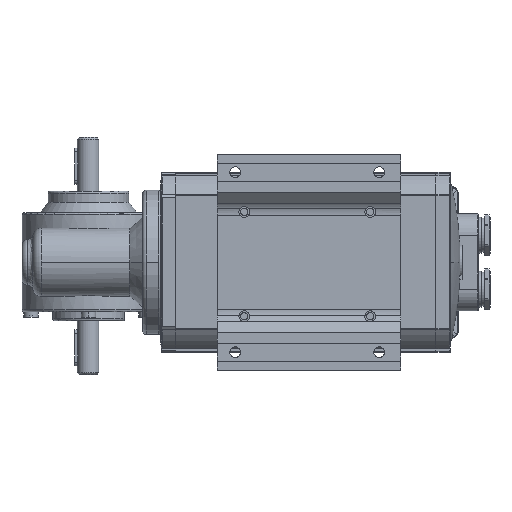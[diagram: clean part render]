
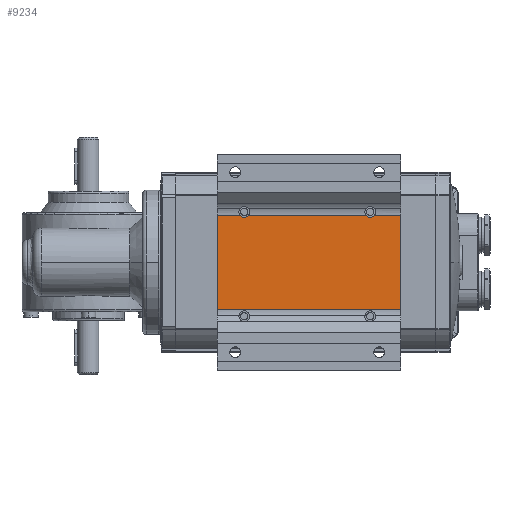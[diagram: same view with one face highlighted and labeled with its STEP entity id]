
A CAD part, front view. The second image highlights one B-rep face of the part: STEP entity #9234.
In plain terms, the highlighted planar face has unit normal (0, -1, 0).
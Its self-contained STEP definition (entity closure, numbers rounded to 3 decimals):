
#9234=ADVANCED_FACE('',(#15268),#15269,.F.);
#15268=FACE_OUTER_BOUND('',#24754,.T.);
#15269=PLANE('',#24755);
#24754=EDGE_LOOP('',(#33382,#33383,#33384,#33385,#33386,#33387,#33388,#33389,#33390,#33391));
#24755=AXIS2_PLACEMENT_3D('',#33392,#33393,#33394);
#33382=ORIENTED_EDGE('',*,*,#42335,.T.);
#33383=ORIENTED_EDGE('',*,*,#41366,.T.);
#33384=ORIENTED_EDGE('',*,*,#42336,.T.);
#33385=ORIENTED_EDGE('',*,*,#42337,.F.);
#33386=ORIENTED_EDGE('',*,*,#42338,.F.);
#33387=ORIENTED_EDGE('',*,*,#41265,.F.);
#33388=ORIENTED_EDGE('',*,*,#42339,.T.);
#33389=ORIENTED_EDGE('',*,*,#42340,.T.);
#33390=ORIENTED_EDGE('',*,*,#42341,.T.);
#33391=ORIENTED_EDGE('',*,*,#42342,.T.);
#33392=CARTESIAN_POINT('',(140.715,-55.0,72.245));
#33393=DIRECTION('',(0.,1.0,0.));
#33394=DIRECTION('',(1.0,0.0,0.));
#41265=EDGE_CURVE('',#47363,#47365,#47366,.T.);
#41366=EDGE_CURVE('',#47533,#47539,#47541,.T.);
#42335=EDGE_CURVE('',#49180,#47533,#49181,.T.);
#42336=EDGE_CURVE('',#47539,#49182,#49183,.T.);
#42337=EDGE_CURVE('',#49184,#49182,#49185,.T.);
#42338=EDGE_CURVE('',#47365,#49184,#49186,.T.);
#42339=EDGE_CURVE('',#47363,#49187,#49188,.T.);
#42340=EDGE_CURVE('',#49187,#49189,#49190,.T.);
#42341=EDGE_CURVE('',#49189,#49191,#49192,.T.);
#42342=EDGE_CURVE('',#49191,#49180,#49193,.T.);
#47363=VERTEX_POINT('',#57505);
#47365=VERTEX_POINT('',#57507);
#47366=LINE('',#57508,#57509);
#47533=VERTEX_POINT('',#57798);
#47539=VERTEX_POINT('',#57806);
#47541=CIRCLE('',#57825,3.0);
#49180=VERTEX_POINT('',#60979);
#49181=CIRCLE('',#60980,3.0);
#49182=VERTEX_POINT('',#60981);
#49183=LINE('',#60982,#60983);
#49184=VERTEX_POINT('',#60984);
#49185=LINE('',#60985,#60986);
#49186=LINE('',#60987,#60988);
#49187=VERTEX_POINT('',#60989);
#49188=LINE('',#60990,#60991);
#49189=VERTEX_POINT('',#60992);
#49190=CIRCLE('',#60993,3.0);
#49191=VERTEX_POINT('',#60994);
#49192=CIRCLE('',#60995,3.0);
#49193=LINE('',#60996,#60997);
#57505=CARTESIAN_POINT('',(132.715,-55.0,98.443));
#57507=CARTESIAN_POINT('',(132.715,-55.0,46.047));
#57508=CARTESIAN_POINT('',(132.715,-55.0,102.245));
#57509=VECTOR('',#78772,1.0);
#57798=CARTESIAN_POINT('',(45.715,-55.0,97.245));
#57806=CARTESIAN_POINT('',(43.316,-55.0,98.443));
#57825=AXIS2_PLACEMENT_3D('',#78885,#78886,#78887);
#60979=CARTESIAN_POINT('',(48.113,-55.0,98.443));
#60980=AXIS2_PLACEMENT_3D('',#80009,#80010,#80011);
#60981=CARTESIAN_POINT('',(30.715,-55.0,98.443));
#60982=CARTESIAN_POINT('',(140.715,-55.0,98.443));
#60983=VECTOR('',#80012,1.0);
#60984=CARTESIAN_POINT('',(30.715,-55.0,46.047));
#60985=CARTESIAN_POINT('',(30.715,-55.0,72.245));
#60986=VECTOR('',#80013,1.0);
#60987=CARTESIAN_POINT('',(140.715,-55.0,46.047));
#60988=VECTOR('',#80014,1.0);
#60989=CARTESIAN_POINT('',(118.113,-55.0,98.443));
#60990=CARTESIAN_POINT('',(140.715,-55.0,98.443));
#60991=VECTOR('',#80015,1.0);
#60992=CARTESIAN_POINT('',(115.715,-55.0,97.245));
#60993=AXIS2_PLACEMENT_3D('',#80016,#80017,#80018);
#60994=CARTESIAN_POINT('',(113.316,-55.0,98.443));
#60995=AXIS2_PLACEMENT_3D('',#80019,#80020,#80021);
#60996=CARTESIAN_POINT('',(140.715,-55.0,98.443));
#60997=VECTOR('',#80022,1.0);
#78772=DIRECTION('',(0.,0.,-1.0));
#78885=CARTESIAN_POINT('',(45.715,-55.0,100.245));
#78886=DIRECTION('',(0.,1.0,0.));
#78887=DIRECTION('',(0.,0.,-1.0));
#80009=CARTESIAN_POINT('',(45.715,-55.0,100.245));
#80010=DIRECTION('',(0.,1.0,0.));
#80011=DIRECTION('',(0.,0.,-1.0));
#80012=DIRECTION('',(-1.0,0.,0.));
#80013=DIRECTION('',(0.,0.,1.0));
#80014=DIRECTION('',(-1.0,0.,0.));
#80015=DIRECTION('',(-1.0,0.,0.));
#80016=CARTESIAN_POINT('',(115.715,-55.0,100.245));
#80017=DIRECTION('',(0.,1.0,0.));
#80018=DIRECTION('',(0.,0.,-1.0));
#80019=CARTESIAN_POINT('',(115.715,-55.0,100.245));
#80020=DIRECTION('',(0.,1.0,0.));
#80021=DIRECTION('',(0.,0.,-1.0));
#80022=DIRECTION('',(-1.0,0.,0.));
